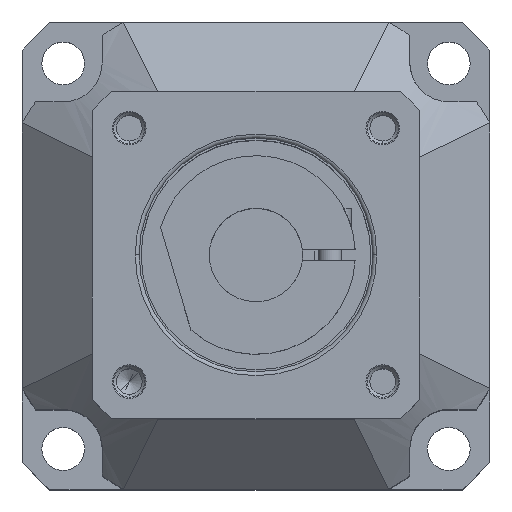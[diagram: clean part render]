
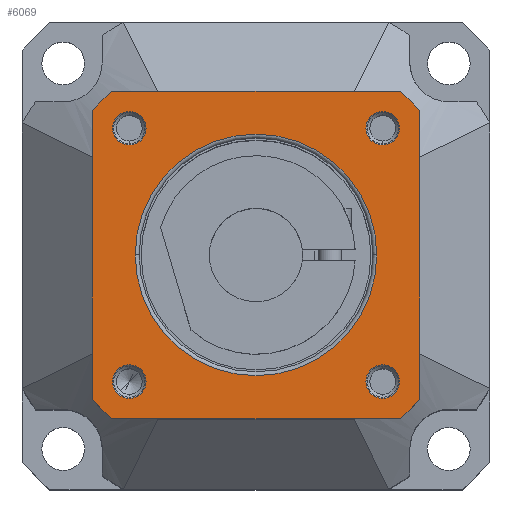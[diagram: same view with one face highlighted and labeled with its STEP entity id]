
A CAD part, top view. The second image highlights one B-rep face of the part: STEP entity #6069.
In plain terms, the highlighted face is planar.
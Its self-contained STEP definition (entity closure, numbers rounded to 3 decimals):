
#4961=CARTESIAN_POINT('',(0.,29.5,0.));
#4962=DIRECTION('',(0.,1.,0.));
#4963=DIRECTION('',(0.75,0.,-0.661));
#4964=AXIS2_PLACEMENT_3D('',#4961,#4962,#4963);
#4966=DIRECTION('',(0.,0.,-1.));
#4967=VECTOR('',#4966,37.041);
#4968=CARTESIAN_POINT('',(21.,29.5,18.52));
#4969=LINE('',#4968,#4967);
#4970=CARTESIAN_POINT('',(0.,29.5,0.));
#4971=DIRECTION('',(0.,1.,0.));
#4972=DIRECTION('',(0.661,0.,0.75));
#4973=AXIS2_PLACEMENT_3D('',#4970,#4971,#4972);
#4975=DIRECTION('',(1.,0.,0.));
#4976=VECTOR('',#4975,37.041);
#4977=CARTESIAN_POINT('',(-18.52,29.5,21.));
#4978=LINE('',#4977,#4976);
#4979=CARTESIAN_POINT('',(0.,29.5,0.));
#4980=DIRECTION('',(0.,1.,0.));
#4981=DIRECTION('',(-0.75,0.,0.661));
#4982=AXIS2_PLACEMENT_3D('',#4979,#4980,#4981);
#4984=DIRECTION('',(0.,0.,1.));
#4985=VECTOR('',#4984,37.041);
#4986=CARTESIAN_POINT('',(-21.,29.5,-18.52));
#4987=LINE('',#4986,#4985);
#4988=CARTESIAN_POINT('',(0.,29.5,0.));
#4989=DIRECTION('',(0.,1.,0.));
#4990=DIRECTION('',(-0.661,0.,-0.75));
#4991=AXIS2_PLACEMENT_3D('',#4988,#4989,#4990);
#4993=DIRECTION('',(-1.,0.,0.));
#4994=VECTOR('',#4993,37.041);
#4995=CARTESIAN_POINT('',(18.52,29.5,-21.));
#4996=LINE('',#4995,#4994);
#4997=CARTESIAN_POINT('',(-16.263,29.5,16.263));
#4998=DIRECTION('',(0.,-1.,0.));
#4999=DIRECTION('',(1.,0.,0.));
#5000=AXIS2_PLACEMENT_3D('',#4997,#4998,#4999);
#5007=CARTESIAN_POINT('',(-16.263,29.5,16.263));
#5008=DIRECTION('',(0.,-1.,0.));
#5009=DIRECTION('',(-1.,0.,0.));
#5010=AXIS2_PLACEMENT_3D('',#5007,#5008,#5009);
#5043=CARTESIAN_POINT('',(-16.263,29.5,-16.263));
#5044=DIRECTION('',(0.,-1.,0.));
#5045=DIRECTION('',(1.,0.,0.));
#5046=AXIS2_PLACEMENT_3D('',#5043,#5044,#5045);
#5053=CARTESIAN_POINT('',(-16.263,29.5,-16.263));
#5054=DIRECTION('',(0.,-1.,0.));
#5055=DIRECTION('',(-1.,0.,0.));
#5056=AXIS2_PLACEMENT_3D('',#5053,#5054,#5055);
#5089=CARTESIAN_POINT('',(16.263,29.5,-16.263));
#5090=DIRECTION('',(0.,-1.,0.));
#5091=DIRECTION('',(1.,0.,0.));
#5092=AXIS2_PLACEMENT_3D('',#5089,#5090,#5091);
#5099=CARTESIAN_POINT('',(16.263,29.5,-16.263));
#5100=DIRECTION('',(0.,-1.,0.));
#5101=DIRECTION('',(-1.,0.,0.));
#5102=AXIS2_PLACEMENT_3D('',#5099,#5100,#5101);
#5451=CARTESIAN_POINT('',(16.263,29.5,16.263));
#5452=DIRECTION('',(0.,-1.,0.));
#5453=DIRECTION('',(1.,0.,0.));
#5454=AXIS2_PLACEMENT_3D('',#5451,#5452,#5453);
#5461=CARTESIAN_POINT('',(16.263,29.5,16.263));
#5462=DIRECTION('',(0.,-1.,0.));
#5463=DIRECTION('',(-1.,0.,0.));
#5464=AXIS2_PLACEMENT_3D('',#5461,#5462,#5463);
#5515=CARTESIAN_POINT('',(0.,29.5,0.));
#5516=DIRECTION('',(0.,-1.,0.));
#5517=DIRECTION('',(0.,0.,1.));
#5518=AXIS2_PLACEMENT_3D('',#5515,#5516,#5517);
#5530=CARTESIAN_POINT('',(0.,29.5,0.));
#5531=DIRECTION('',(0.,-1.,0.));
#5532=DIRECTION('',(0.,0.,-1.));
#5533=AXIS2_PLACEMENT_3D('',#5530,#5531,#5532);
#5685=CARTESIAN_POINT('',(21.,29.5,-18.52));
#5686=CARTESIAN_POINT('',(18.52,29.5,-21.));
#5687=VERTEX_POINT('',#5685);
#5688=VERTEX_POINT('',#5686);
#5689=CARTESIAN_POINT('',(-18.52,29.5,-21.));
#5690=CARTESIAN_POINT('',(-21.,29.5,-18.52));
#5691=VERTEX_POINT('',#5689);
#5692=VERTEX_POINT('',#5690);
#5693=CARTESIAN_POINT('',(-21.,29.5,18.52));
#5694=CARTESIAN_POINT('',(-18.52,29.5,21.));
#5695=VERTEX_POINT('',#5693);
#5696=VERTEX_POINT('',#5694);
#5697=CARTESIAN_POINT('',(18.52,29.5,21.));
#5698=CARTESIAN_POINT('',(21.,29.5,18.52));
#5699=VERTEX_POINT('',#5697);
#5700=VERTEX_POINT('',#5698);
#5743=CARTESIAN_POINT('',(18.413,29.5,16.263));
#5744=CARTESIAN_POINT('',(14.113,29.5,16.263));
#5745=VERTEX_POINT('',#5743);
#5746=VERTEX_POINT('',#5744);
#5751=CARTESIAN_POINT('',(-14.113,29.5,16.263));
#5752=CARTESIAN_POINT('',(-18.413,29.5,16.263));
#5753=VERTEX_POINT('',#5751);
#5754=VERTEX_POINT('',#5752);
#5759=CARTESIAN_POINT('',(-14.113,29.5,-16.263));
#5760=CARTESIAN_POINT('',(-18.413,29.5,-16.263));
#5761=VERTEX_POINT('',#5759);
#5762=VERTEX_POINT('',#5760);
#5767=CARTESIAN_POINT('',(18.413,29.5,-16.263));
#5768=CARTESIAN_POINT('',(14.113,29.5,-16.263));
#5769=VERTEX_POINT('',#5767);
#5770=VERTEX_POINT('',#5768);
#5807=CARTESIAN_POINT('',(0.,29.5,15.5));
#5808=CARTESIAN_POINT('',(0.,29.5,-15.5));
#5809=VERTEX_POINT('',#5807);
#5810=VERTEX_POINT('',#5808);
#6019=CARTESIAN_POINT('',(0.,29.5,0.));
#6020=DIRECTION('',(0.,-1.,0.));
#6021=DIRECTION('',(-1.,0.,0.));
#6022=AXIS2_PLACEMENT_3D('',#6019,#6020,#6021);
#6023=PLANE('',#6022);
#6024=ORIENTED_EDGE('',*,*,#5981,.F.);
#6026=ORIENTED_EDGE('',*,*,#6025,.F.);
#6028=ORIENTED_EDGE('',*,*,#6027,.F.);
#6030=ORIENTED_EDGE('',*,*,#6029,.F.);
#6032=ORIENTED_EDGE('',*,*,#6031,.F.);
#6034=ORIENTED_EDGE('',*,*,#6033,.F.);
#6035=ORIENTED_EDGE('',*,*,#5996,.F.);
#6036=ORIENTED_EDGE('',*,*,#6006,.F.);
#6037=EDGE_LOOP('',(#6024,#6026,#6028,#6030,#6032,#6034,#6035,#6036));
#6038=FACE_OUTER_BOUND('',#6037,.F.);
#6040=ORIENTED_EDGE('',*,*,#6039,.F.);
#6042=ORIENTED_EDGE('',*,*,#6041,.F.);
#6043=EDGE_LOOP('',(#6040,#6042));
#6044=FACE_BOUND('',#6043,.F.);
#6046=ORIENTED_EDGE('',*,*,#6045,.F.);
#6048=ORIENTED_EDGE('',*,*,#6047,.F.);
#6049=EDGE_LOOP('',(#6046,#6048));
#6050=FACE_BOUND('',#6049,.F.);
#6052=ORIENTED_EDGE('',*,*,#6051,.F.);
#6054=ORIENTED_EDGE('',*,*,#6053,.F.);
#6055=EDGE_LOOP('',(#6052,#6054));
#6056=FACE_BOUND('',#6055,.F.);
#6058=ORIENTED_EDGE('',*,*,#6057,.F.);
#6060=ORIENTED_EDGE('',*,*,#6059,.F.);
#6061=EDGE_LOOP('',(#6058,#6060));
#6062=FACE_BOUND('',#6061,.F.);
#6064=ORIENTED_EDGE('',*,*,#6063,.F.);
#6066=ORIENTED_EDGE('',*,*,#6065,.F.);
#6067=EDGE_LOOP('',(#6064,#6066));
#6068=FACE_BOUND('',#6067,.F.);
#6069=ADVANCED_FACE('',(#6038,#6044,#6050,#6056,#6062,#6068),#6023,.F.);
#4965=CIRCLE('',#4964,28.);
#4974=CIRCLE('',#4973,28.);
#4983=CIRCLE('',#4982,28.);
#4992=CIRCLE('',#4991,28.);
#5001=CIRCLE('',#5000,2.15);
#5011=CIRCLE('',#5010,2.15);
#5047=CIRCLE('',#5046,2.15);
#5057=CIRCLE('',#5056,2.15);
#5093=CIRCLE('',#5092,2.15);
#5103=CIRCLE('',#5102,2.15);
#5455=CIRCLE('',#5454,2.15);
#5465=CIRCLE('',#5464,2.15);
#5519=CIRCLE('',#5518,15.5);
#5534=CIRCLE('',#5533,15.5);
#5981=EDGE_CURVE('',#5687,#5688,#4965,.T.);
#5996=EDGE_CURVE('',#5691,#5692,#4992,.T.);
#6006=EDGE_CURVE('',#5688,#5691,#4996,.T.);
#6025=EDGE_CURVE('',#5700,#5687,#4969,.T.);
#6027=EDGE_CURVE('',#5699,#5700,#4974,.T.);
#6029=EDGE_CURVE('',#5696,#5699,#4978,.T.);
#6031=EDGE_CURVE('',#5695,#5696,#4983,.T.);
#6033=EDGE_CURVE('',#5692,#5695,#4987,.T.);
#6039=EDGE_CURVE('',#5753,#5754,#5001,.T.);
#6041=EDGE_CURVE('',#5754,#5753,#5011,.T.);
#6045=EDGE_CURVE('',#5761,#5762,#5047,.T.);
#6047=EDGE_CURVE('',#5762,#5761,#5057,.T.);
#6051=EDGE_CURVE('',#5769,#5770,#5093,.T.);
#6053=EDGE_CURVE('',#5770,#5769,#5103,.T.);
#6057=EDGE_CURVE('',#5745,#5746,#5455,.T.);
#6059=EDGE_CURVE('',#5746,#5745,#5465,.T.);
#6063=EDGE_CURVE('',#5809,#5810,#5519,.T.);
#6065=EDGE_CURVE('',#5810,#5809,#5534,.T.);
